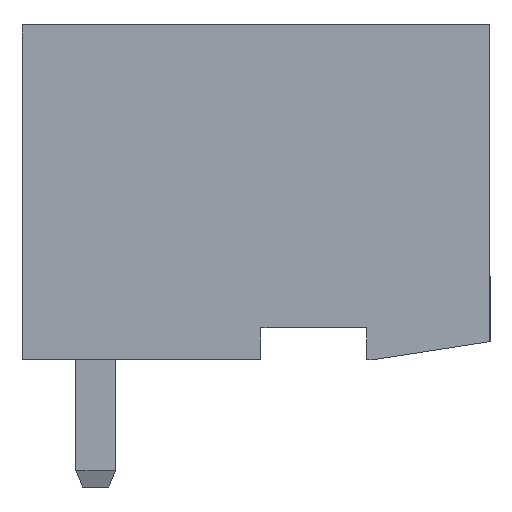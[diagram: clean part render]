
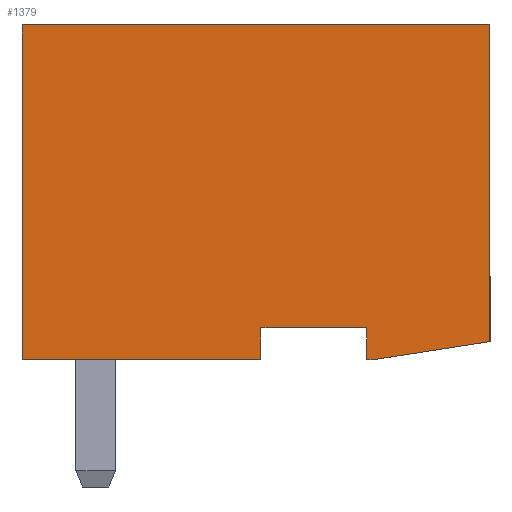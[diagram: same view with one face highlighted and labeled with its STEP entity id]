
A CAD part, left-side view. The second image highlights one B-rep face of the part: STEP entity #1379.
In plain terms, the highlighted planar face has unit normal (-1, 0, 0).
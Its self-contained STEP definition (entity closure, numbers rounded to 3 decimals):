
#1366=AXIS2_PLACEMENT_3D('Plane Axis2P3D',#1363,#1364,#1365) ;
#49=CARTESIAN_POINT('Vertex',(0.,5.75,4.)) ;
#52=CARTESIAN_POINT('Line Origine',(0.,5.75,3.6)) ;
#56=CARTESIAN_POINT('Vertex',(0.,5.75,3.2)) ;
#103=CARTESIAN_POINT('Vertex',(0.,3.1,4.)) ;
#106=CARTESIAN_POINT('Line Origine',(0.,4.425,4.)) ;
#310=CARTESIAN_POINT('Vertex',(0.,3.1,3.2)) ;
#313=CARTESIAN_POINT('Line Origine',(0.,3.1,3.6)) ;
#383=CARTESIAN_POINT('Vertex',(0.,2.9,3.2)) ;
#386=CARTESIAN_POINT('Line Origine',(0.,3.,3.2)) ;
#414=CARTESIAN_POINT('Vertex',(0.,0.,3.65)) ;
#417=CARTESIAN_POINT('Line Origine',(0.,1.45,3.425)) ;
#445=CARTESIAN_POINT('Vertex',(0.,0.,11.6)) ;
#448=CARTESIAN_POINT('Line Origine',(0.,0.,7.625)) ;
#1096=CARTESIAN_POINT('Vertex',(0.,11.75,11.6)) ;
#1099=CARTESIAN_POINT('Line Origine',(0.,5.875,11.6)) ;
#1127=CARTESIAN_POINT('Vertex',(0.,11.75,3.2)) ;
#1130=CARTESIAN_POINT('Line Origine',(0.,11.75,7.4)) ;
#1147=CARTESIAN_POINT('Line Origine',(0.,8.75,3.2)) ;
#1363=CARTESIAN_POINT('Axis2P3D Location',(0.,0.,0.)) ;
#53=DIRECTION('Vector Direction',(0.,0.,1.)) ;
#107=DIRECTION('Vector Direction',(0.,-1.,0.)) ;
#314=DIRECTION('Vector Direction',(0.,0.,-1.)) ;
#387=DIRECTION('Vector Direction',(0.,1.,0.)) ;
#418=DIRECTION('Vector Direction',(0.,-0.988,0.153)) ;
#449=DIRECTION('Vector Direction',(0.,0.,-1.)) ;
#1100=DIRECTION('Vector Direction',(0.,1.,0.)) ;
#1131=DIRECTION('Vector Direction',(0.,0.,1.)) ;
#1148=DIRECTION('Vector Direction',(0.,1.,0.)) ;
#1364=DIRECTION('Axis2P3D Direction',(-1.,0.,0.)) ;
#1365=DIRECTION('Axis2P3D XDirection',(0.,-1.,0.)) ;
#54=VECTOR('Line Direction',#53,1.) ;
#108=VECTOR('Line Direction',#107,1.) ;
#315=VECTOR('Line Direction',#314,1.) ;
#388=VECTOR('Line Direction',#387,1.) ;
#419=VECTOR('Line Direction',#418,1.) ;
#450=VECTOR('Line Direction',#449,1.) ;
#1101=VECTOR('Line Direction',#1100,1.) ;
#1132=VECTOR('Line Direction',#1131,1.) ;
#1149=VECTOR('Line Direction',#1148,1.) ;
#1369=ORIENTED_EDGE('',*,*,#58,.T.) ;
#1370=ORIENTED_EDGE('',*,*,#110,.T.) ;
#1371=ORIENTED_EDGE('',*,*,#317,.T.) ;
#1372=ORIENTED_EDGE('',*,*,#390,.T.) ;
#1373=ORIENTED_EDGE('',*,*,#421,.T.) ;
#1374=ORIENTED_EDGE('',*,*,#452,.T.) ;
#1375=ORIENTED_EDGE('',*,*,#1103,.T.) ;
#1376=ORIENTED_EDGE('',*,*,#1134,.T.) ;
#1377=ORIENTED_EDGE('',*,*,#1151,.T.) ;
#1379=ADVANCED_FACE('HOUSING',(#1378),#1367,.T.) ;
#58=EDGE_CURVE('',#57,#50,#55,.T.) ;
#110=EDGE_CURVE('',#50,#104,#109,.T.) ;
#317=EDGE_CURVE('',#104,#311,#316,.T.) ;
#390=EDGE_CURVE('',#311,#384,#389,.F.) ;
#421=EDGE_CURVE('',#384,#415,#420,.T.) ;
#452=EDGE_CURVE('',#415,#446,#451,.F.) ;
#1103=EDGE_CURVE('',#446,#1097,#1102,.T.) ;
#1134=EDGE_CURVE('',#1097,#1128,#1133,.F.) ;
#1151=EDGE_CURVE('',#1128,#57,#1150,.F.) ;
#1368=EDGE_LOOP('',(#1369,#1370,#1371,#1372,#1373,#1374,#1375,#1376,#1377)) ;
#1378=FACE_OUTER_BOUND('',#1368,.T.) ;
#55=LINE('Line',#52,#54) ;
#109=LINE('Line',#106,#108) ;
#316=LINE('Line',#313,#315) ;
#389=LINE('Line',#386,#388) ;
#420=LINE('Line',#417,#419) ;
#451=LINE('Line',#448,#450) ;
#1102=LINE('Line',#1099,#1101) ;
#1133=LINE('Line',#1130,#1132) ;
#1150=LINE('Line',#1147,#1149) ;
#1367=PLANE('',#1366) ;
#50=VERTEX_POINT('',#49) ;
#57=VERTEX_POINT('',#56) ;
#104=VERTEX_POINT('',#103) ;
#311=VERTEX_POINT('',#310) ;
#384=VERTEX_POINT('',#383) ;
#415=VERTEX_POINT('',#414) ;
#446=VERTEX_POINT('',#445) ;
#1097=VERTEX_POINT('',#1096) ;
#1128=VERTEX_POINT('',#1127) ;
